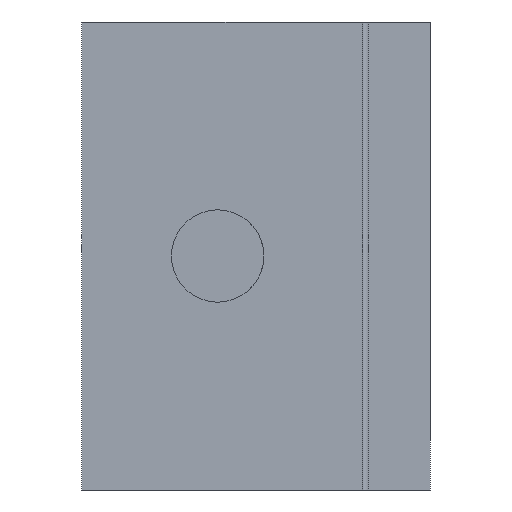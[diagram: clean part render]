
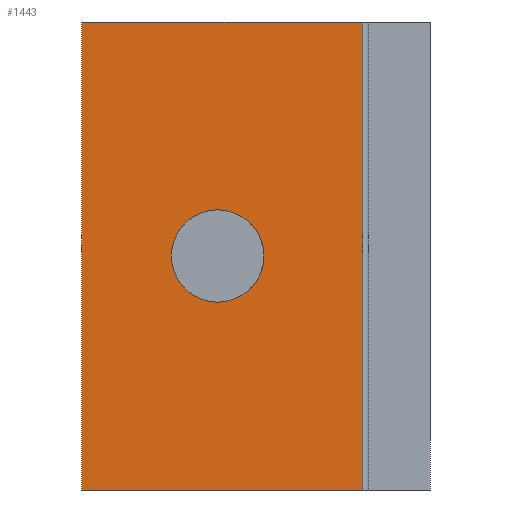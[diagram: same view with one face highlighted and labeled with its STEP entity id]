
A CAD part, front view. The second image highlights one B-rep face of the part: STEP entity #1443.
In plain terms, the highlighted planar face has unit normal (0, -1, 0).
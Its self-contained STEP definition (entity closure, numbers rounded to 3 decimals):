
#31=FACE_BOUND('',#195,.T.);
#38=PLANE('',#1541);
#114=FACE_OUTER_BOUND('',#194,.T.);
#194=EDGE_LOOP('',(#1294,#1295,#1296,#1297));
#195=EDGE_LOOP('',(#1298));
#356=CIRCLE('',#1517,7.4);
#410=LINE('',#7318,#473);
#419=LINE('',#8396,#482);
#421=LINE('',#8399,#484);
#422=LINE('',#8400,#485);
#473=VECTOR('',#1733,10.);
#482=VECTOR('',#1764,10.);
#484=VECTOR('',#1768,10.);
#485=VECTOR('',#1769,10.);
#594=VERTEX_POINT('',#4018);
#628=VERTEX_POINT('',#7315);
#629=VERTEX_POINT('',#7317);
#637=VERTEX_POINT('',#8393);
#638=VERTEX_POINT('',#8395);
#774=EDGE_CURVE('',#594,#594,#356,.T.);
#837=EDGE_CURVE('',#628,#629,#410,.T.);
#859=EDGE_CURVE('',#638,#637,#419,.T.);
#861=EDGE_CURVE('',#629,#637,#421,.T.);
#862=EDGE_CURVE('',#638,#628,#422,.T.);
#1294=ORIENTED_EDGE('',*,*,#861,.F.);
#1295=ORIENTED_EDGE('',*,*,#837,.F.);
#1296=ORIENTED_EDGE('',*,*,#862,.F.);
#1297=ORIENTED_EDGE('',*,*,#859,.T.);
#1298=ORIENTED_EDGE('',*,*,#774,.T.);
#1443=ADVANCED_FACE('',(#114,#31),#38,.T.);
#1517=AXIS2_PLACEMENT_3D('',#4020,#1700,#1701);
#1541=AXIS2_PLACEMENT_3D('',#8398,#1766,#1767);
#1700=DIRECTION('center_axis',(0.,1.,0.));
#1701=DIRECTION('ref_axis',(1.,0.,0.));
#1733=DIRECTION('',(0.,0.,-1.));
#1764=DIRECTION('',(0.,0.,-1.));
#1766=DIRECTION('center_axis',(0.,-1.,0.));
#1767=DIRECTION('ref_axis',(-1.,0.,0.));
#1768=DIRECTION('',(-1.,0.,0.));
#1769=DIRECTION('',(1.,0.,0.));
#4018=CARTESIAN_POINT('',(-31.4,6.55,0.));
#4020=CARTESIAN_POINT('Origin',(-24.,6.55,0.));
#7315=CARTESIAN_POINT('',(-0.801,6.55,37.5));
#7317=CARTESIAN_POINT('',(-0.801,6.55,-37.5));
#7318=CARTESIAN_POINT('',(-0.801,6.55,37.5));
#8393=CARTESIAN_POINT('',(-45.801,6.55,-37.5));
#8395=CARTESIAN_POINT('',(-45.801,6.55,37.5));
#8396=CARTESIAN_POINT('',(-45.801,6.55,37.5));
#8398=CARTESIAN_POINT('Origin',(-0.801,6.55,37.5));
#8399=CARTESIAN_POINT('',(-9.326,6.55,-37.5));
#8400=CARTESIAN_POINT('',(-45.801,6.55,37.5));
